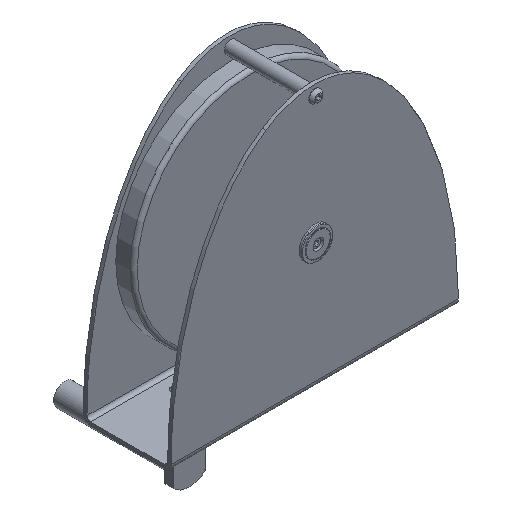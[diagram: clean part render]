
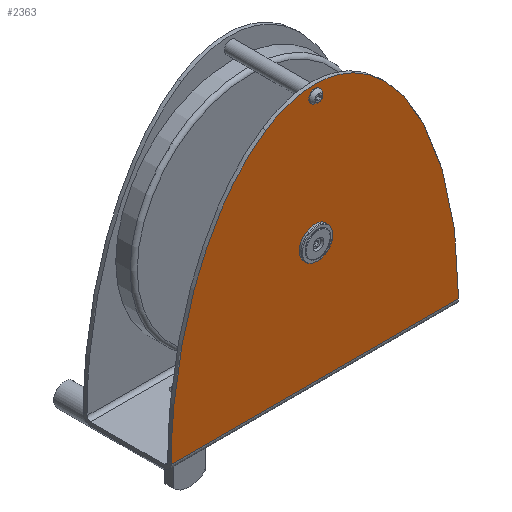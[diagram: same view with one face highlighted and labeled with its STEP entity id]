
A CAD part, isometric view. The second image highlights one B-rep face of the part: STEP entity #2363.
In plain terms, the highlighted face is planar.
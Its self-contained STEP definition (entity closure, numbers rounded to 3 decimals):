
#2363=ADVANCED_FACE('',(#4965,#4966,#4967),#4968,.F.);
#4965=FACE_OUTER_BOUND('',#8576,.T.);
#4966=FACE_BOUND('',#8577,.T.);
#4967=FACE_BOUND('',#8578,.T.);
#4968=PLANE('',#8579);
#8576=EDGE_LOOP('',(#15585,#15586,#15587,#15588,#15589));
#8577=EDGE_LOOP('',(#15590));
#8578=EDGE_LOOP('',(#15591));
#8579=AXIS2_PLACEMENT_3D('',#15592,#15593,#15594);
#15585=ORIENTED_EDGE('',*,*,#19817,.T.);
#15586=ORIENTED_EDGE('',*,*,#17839,.T.);
#15587=ORIENTED_EDGE('',*,*,#19586,.F.);
#15588=ORIENTED_EDGE('',*,*,#19787,.T.);
#15589=ORIENTED_EDGE('',*,*,#19818,.T.);
#15590=ORIENTED_EDGE('',*,*,#19751,.F.);
#15591=ORIENTED_EDGE('',*,*,#19510,.T.);
#15592=CARTESIAN_POINT('',(-98.,-280.,0.));
#15593=DIRECTION('',(1.,0.,0.));
#15594=DIRECTION('',(0.,1.,0.));
#17839=EDGE_CURVE('',#21575,#21576,#21577,.T.);
#19510=EDGE_CURVE('',#24006,#24006,#24007,.T.);
#19586=EDGE_CURVE('',#24095,#21576,#24097,.T.);
#19751=EDGE_CURVE('',#24296,#24296,#24297,.T.);
#19787=EDGE_CURVE('',#24095,#24339,#24340,.T.);
#19817=EDGE_CURVE('',#24375,#21575,#24376,.T.);
#19818=EDGE_CURVE('',#24339,#24375,#24377,.T.);
#21575=VERTEX_POINT('',#28202);
#21576=VERTEX_POINT('',#28203);
#21577=LINE('',#28204,#28205);
#24006=VERTEX_POINT('',#34901);
#24007=CIRCLE('',#34902,7.);
#24095=VERTEX_POINT('',#35212);
#24097=LINE('',#35214,#35215);
#24296=VERTEX_POINT('',#36905);
#24297=CIRCLE('',#36906,17.5);
#24339=VERTEX_POINT('',#37039);
#24340=LINE('',#37040,#37041);
#24375=VERTEX_POINT('',#37085);
#24376=B_SPLINE_CURVE_WITH_KNOTS('',3,(#37086,#37087,#37088,#37089,#37090,#37091,#37092,#37093,#37094,#37095),.UNSPECIFIED.,.F.,.F.,(4,1,1,1,1,1,1,4),(29.851,62.71,99.232,139.517,183.243,229.785,278.31,327.86),.UNSPECIFIED.);
#24377=B_SPLINE_CURVE_WITH_KNOTS('',3,(#37096,#37097,#37098,#37099,#37100,#37101,#37102,#37103,#37104,#37105,#37106,#37107,#37108,#37109),.UNSPECIFIED.,.F.,.F.,(4,1,1,1,1,1,1,1,1,1,1,4),(1039.818,1089.367,1137.893,1184.435,1228.16,1268.446,1304.968,1337.827,1367.678,1395.797,1423.916,1453.766),.UNSPECIFIED.);
#28202=CARTESIAN_POINT('',(-98.,-15.,27.5));
#28203=CARTESIAN_POINT('',(-98.,-13.,27.5));
#28204=CARTESIAN_POINT('',(-98.,0.,27.5));
#28205=VECTOR('',#38817,1.);
#34901=CARTESIAN_POINT('',(-98.,-282.,-132.5));
#34902=AXIS2_PLACEMENT_3D('',#41275,#41276,#41277);
#35212=CARTESIAN_POINT('',(-98.,-13.,-292.5));
#35214=CARTESIAN_POINT('',(-98.,-13.,0.));
#35215=VECTOR('',#41338,1.);
#36905=CARTESIAN_POINT('',(-98.,-147.5,-150.));
#36906=AXIS2_PLACEMENT_3D('',#41435,#41436,#41437);
#37039=CARTESIAN_POINT('',(-98.,-15.,-292.5));
#37040=CARTESIAN_POINT('',(-98.,0.,-292.5));
#37041=VECTOR('',#41459,1.);
#37085=CARTESIAN_POINT('',(-98.,-282.812,-77.777));
#37086=CARTESIAN_POINT('',(-98.,-282.812,-77.777));
#37087=CARTESIAN_POINT('',(-98.,-276.841,-68.56));
#37088=CARTESIAN_POINT('',(-98.,-261.729,-50.803));
#37089=CARTESIAN_POINT('',(-98.,-232.842,-28.087));
#37090=CARTESIAN_POINT('',(-98.,-197.55,-8.585));
#37091=CARTESIAN_POINT('',(-98.,-156.872,7.192));
#37092=CARTESIAN_POINT('',(-98.,-111.991,18.803));
#37093=CARTESIAN_POINT('',(-98.,-64.228,25.91));
#37094=CARTESIAN_POINT('',(-98.,-31.523,27.5));
#37095=CARTESIAN_POINT('',(-98.,-15.,27.5));
#37096=CARTESIAN_POINT('',(-98.,-15.,-292.5));
#37097=CARTESIAN_POINT('',(-98.,-31.523,-292.5));
#37098=CARTESIAN_POINT('',(-98.,-64.228,-290.91));
#37099=CARTESIAN_POINT('',(-98.,-111.991,-283.803));
#37100=CARTESIAN_POINT('',(-98.,-156.872,-272.192));
#37101=CARTESIAN_POINT('',(-98.,-197.55,-256.415));
#37102=CARTESIAN_POINT('',(-98.,-232.842,-236.913));
#37103=CARTESIAN_POINT('',(-98.,-261.729,-214.197));
#37104=CARTESIAN_POINT('',(-98.,-283.342,-188.801));
#37105=CARTESIAN_POINT('',(-98.,-296.873,-161.294));
#37106=CARTESIAN_POINT('',(-98.,-301.517,-132.5));
#37107=CARTESIAN_POINT('',(-98.,-296.873,-103.706));
#37108=CARTESIAN_POINT('',(-98.,-288.237,-86.15));
#37109=CARTESIAN_POINT('',(-98.,-282.812,-77.777));
#38817=DIRECTION('',(0.,1.,0.));
#41275=CARTESIAN_POINT('',(-98.,-289.,-132.5));
#41276=DIRECTION('',(1.,0.,0.));
#41277=DIRECTION('',(0.,1.,0.));
#41338=DIRECTION('',(0.,0.,1.));
#41435=CARTESIAN_POINT('',(-98.,-147.5,-132.5));
#41436=DIRECTION('',(-1.,0.,0.));
#41437=DIRECTION('',(0.,0.,-1.));
#41459=DIRECTION('',(0.,-1.,0.));
